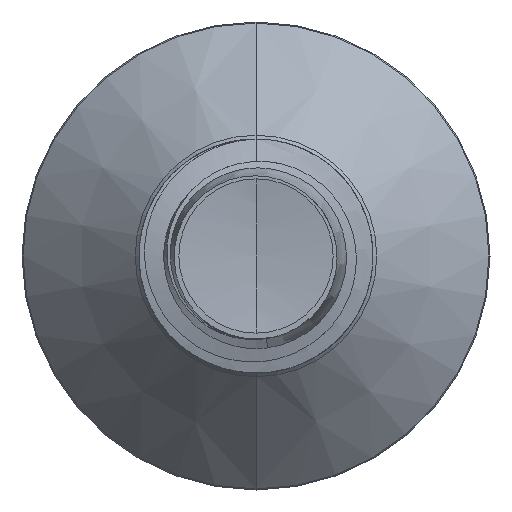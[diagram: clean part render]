
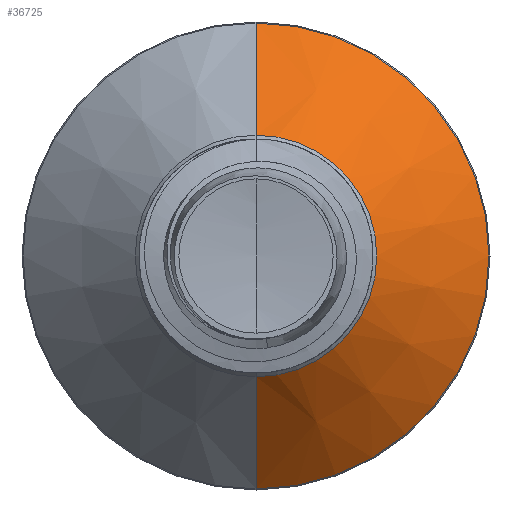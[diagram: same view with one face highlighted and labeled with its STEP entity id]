
A CAD part, front view. The second image highlights one B-rep face of the part: STEP entity #36725.
In plain terms, the highlighted conical face has half-angle 45 degrees and reference radius 4.129 mm.
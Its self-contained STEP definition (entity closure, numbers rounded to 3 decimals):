
#4703 = EDGE_CURVE ( 'NONE', #19514, #34878, #29768, .T. ) ;
#5031 = CIRCLE ( 'NONE', #36734, 4.129 ) ;
#7486 = ORIENTED_EDGE ( 'NONE', *, *, #19468, .F. ) ;
#7951 = LINE ( 'NONE', #35913, #30098 ) ;
#10148 = CARTESIAN_POINT ( 'NONE',  ( 0., 30.179, -4.129 ) ) ;
#10153 = DIRECTION ( 'NONE',  ( 0., 1., 0. ) ) ;
#15820 = DIRECTION ( 'NONE',  ( 0., 1., 0. ) ) ;
#17064 = VECTOR ( 'NONE', #26651, 1000. ) ;
#17704 = EDGE_CURVE ( 'NONE', #29214, #34878, #36651, .T. ) ;
#18725 = EDGE_CURVE ( 'NONE', #28515, #19514, #5031, .T. ) ;
#19426 = ORIENTED_EDGE ( 'NONE', *, *, #18725, .T. ) ;
#19468 = EDGE_CURVE ( 'NONE', #28515, #29214, #7951, .T. ) ;
#19514 = VERTEX_POINT ( 'NONE', #10148 ) ;
#20680 = CARTESIAN_POINT ( 'NONE',  ( 0., 30.179, 0. ) ) ;
#21127 = AXIS2_PLACEMENT_3D ( 'NONE', #20680, #23621, #34267 ) ;
#21150 = CARTESIAN_POINT ( 'NONE',  ( 0., 34.015, -7.965 ) ) ;
#23024 = CARTESIAN_POINT ( 'NONE',  ( 0., 34.015, 7.965 ) ) ;
#23621 = DIRECTION ( 'NONE',  ( 0., 1., 0. ) ) ;
#25004 = DIRECTION ( 'NONE',  ( 0., 0.707, 0.707 ) ) ;
#26651 = DIRECTION ( 'NONE',  ( 0., 0.707, -0.707 ) ) ;
#26807 = CARTESIAN_POINT ( 'NONE',  ( 0., 30.179, -4.129 ) ) ;
#27536 = CONICAL_SURFACE ( 'NONE', #21127, 4.129, 0.785 ) ;
#28289 = CARTESIAN_POINT ( 'NONE',  ( 0., 30.179, 0. ) ) ;
#28478 = CARTESIAN_POINT ( 'NONE',  ( 0., 30.179, 4.129 ) ) ;
#28515 = VERTEX_POINT ( 'NONE', #28478 ) ;
#28852 = ORIENTED_EDGE ( 'NONE', *, *, #4703, .T. ) ;
#29214 = VERTEX_POINT ( 'NONE', #23024 ) ;
#29768 = LINE ( 'NONE', #26807, #17064 ) ;
#30098 = VECTOR ( 'NONE', #25004, 1000. ) ;
#30968 = DIRECTION ( 'NONE',  ( 0., 0., 1. ) ) ;
#32942 = CARTESIAN_POINT ( 'NONE',  ( 0., 34.015, 0. ) ) ;
#33424 = AXIS2_PLACEMENT_3D ( 'NONE', #32942, #15820, #35430 ) ;
#34219 = EDGE_LOOP ( 'NONE', ( #19426, #28852, #37228, #7486 ) ) ;
#34267 = DIRECTION ( 'NONE',  ( 0., 0., 1. ) ) ;
#34878 = VERTEX_POINT ( 'NONE', #21150 ) ;
#35246 = FACE_OUTER_BOUND ( 'NONE', #34219, .T. ) ;
#35430 = DIRECTION ( 'NONE',  ( 0., 0., 1. ) ) ;
#35913 = CARTESIAN_POINT ( 'NONE',  ( 0., 30.179, 4.129 ) ) ;
#36651 = CIRCLE ( 'NONE', #33424, 7.965 ) ;
#36725 = ADVANCED_FACE ( 'NONE', ( #35246 ), #27536, .T. ) ;
#36734 = AXIS2_PLACEMENT_3D ( 'NONE', #28289, #10153, #30968 ) ;
#37228 = ORIENTED_EDGE ( 'NONE', *, *, #17704, .F. ) ;
